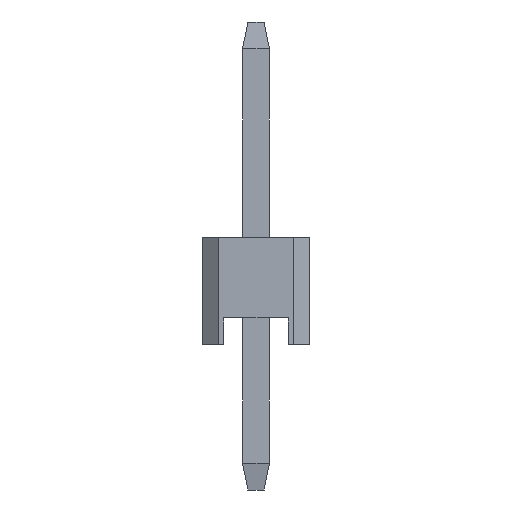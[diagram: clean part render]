
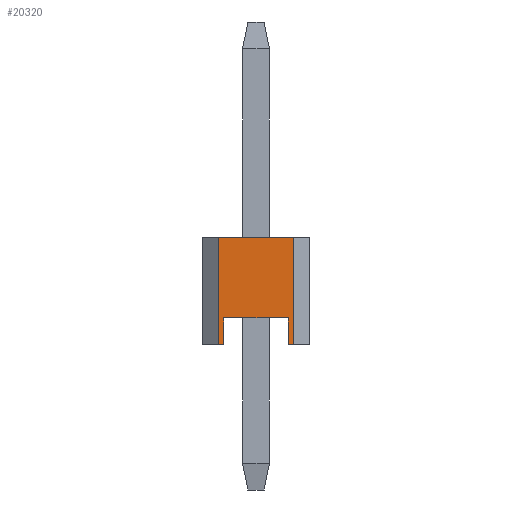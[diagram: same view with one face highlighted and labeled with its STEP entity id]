
A CAD part, left-side view. The second image highlights one B-rep face of the part: STEP entity #20320.
In plain terms, the highlighted planar face has unit normal (-1, 0, 0).
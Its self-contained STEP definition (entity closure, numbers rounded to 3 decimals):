
#1454=ORIENTED_EDGE('',*,*,#4148,.F.);
#1455=ORIENTED_EDGE('',*,*,#5148,.F.);
#1456=ORIENTED_EDGE('',*,*,#4917,.T.);
#1457=ORIENTED_EDGE('',*,*,#4988,.T.);
#1458=ORIENTED_EDGE('',*,*,#4597,.F.);
#1459=ORIENTED_EDGE('',*,*,#4922,.F.);
#1460=ORIENTED_EDGE('',*,*,#4144,.F.);
#1461=ORIENTED_EDGE('',*,*,#4152,.F.);
#4144=EDGE_CURVE('',#6204,#6205,#7492,.T.);
#4148=EDGE_CURVE('',#6208,#6209,#7496,.T.);
#4152=EDGE_CURVE('',#6209,#6204,#7500,.T.);
#4597=EDGE_CURVE('',#6593,#6594,#7945,.T.);
#4917=EDGE_CURVE('',#6848,#6851,#8265,.T.);
#4922=EDGE_CURVE('',#6205,#6593,#8270,.T.);
#4988=EDGE_CURVE('',#6851,#6594,#8336,.T.);
#5148=EDGE_CURVE('',#6848,#6208,#8496,.T.);
#6204=VERTEX_POINT('',#25549);
#6205=VERTEX_POINT('',#25550);
#6208=VERTEX_POINT('',#25558);
#6209=VERTEX_POINT('',#25559);
#6593=VERTEX_POINT('',#26487);
#6594=VERTEX_POINT('',#26489);
#6848=VERTEX_POINT('',#27155);
#6851=VERTEX_POINT('',#27160);
#7492=LINE('',#25548,#9552);
#7496=LINE('',#25557,#9556);
#7500=LINE('',#25566,#9560);
#7945=LINE('',#26488,#10005);
#8265=LINE('',#27161,#10325);
#8270=LINE('',#27169,#10330);
#8336=LINE('',#27237,#10396);
#8496=LINE('',#27526,#10556);
#9552=VECTOR('',#21810,1000.);
#9556=VECTOR('',#21816,1000.);
#9560=VECTOR('',#21822,1000.);
#10005=VECTOR('',#22457,1000.);
#10325=VECTOR('',#22967,1000.);
#10330=VECTOR('',#22978,1000.);
#10396=VECTOR('',#23048,1000.);
#10556=VECTOR('',#23210,1000.);
#11874=EDGE_LOOP('',(#1454,#1455,#1456,#1457,#1458,#1459,#1460,#1461));
#12776=FACE_BOUND('',#11874,.T.);
#13614=PLANE('',#21165);
#20320=ADVANCED_FACE('',(#12776),#13614,.T.);
#21165=AXIS2_PLACEMENT_3D('',#27525,#23208,#23209);
#21810=DIRECTION('',(0.,0.,-1.));
#21816=DIRECTION('',(0.,0.,1.));
#21822=DIRECTION('',(0.,1.,0.));
#22457=DIRECTION('',(0.,0.,1.));
#22967=DIRECTION('',(0.,0.,1.));
#22978=DIRECTION('',(0.,1.,0.));
#23048=DIRECTION('',(0.,1.,0.));
#23208=DIRECTION('',(-1.,0.,0.));
#23209=DIRECTION('',(0.,0.,1.));
#23210=DIRECTION('',(0.,1.,0.));
#25548=CARTESIAN_POINT('',(-32.,0.6,-1.));
#25549=CARTESIAN_POINT('',(-32.,0.6,-0.5));
#25550=CARTESIAN_POINT('',(-32.,0.6,-1.));
#25557=CARTESIAN_POINT('',(-32.,-0.6,-1.));
#25558=CARTESIAN_POINT('',(-32.,-0.6,-1.));
#25559=CARTESIAN_POINT('',(-32.,-0.6,-0.5));
#25566=CARTESIAN_POINT('',(-32.,-1.,-0.5));
#26487=CARTESIAN_POINT('',(-32.,0.7,-1.));
#26488=CARTESIAN_POINT('',(-32.,0.7,-63.312));
#26489=CARTESIAN_POINT('',(-32.,0.7,1.));
#27155=CARTESIAN_POINT('',(-32.,-0.7,-1.));
#27160=CARTESIAN_POINT('',(-32.,-0.7,1.));
#27161=CARTESIAN_POINT('',(-32.,-0.7,-63.312));
#27169=CARTESIAN_POINT('',(-32.,-1.,-1.));
#27237=CARTESIAN_POINT('',(-32.,-1.,1.));
#27525=CARTESIAN_POINT('',(-32.,-1.,-1.));
#27526=CARTESIAN_POINT('',(-32.,-1.,-1.));
